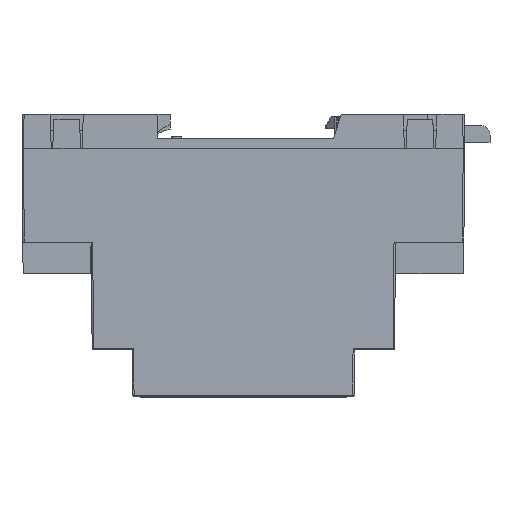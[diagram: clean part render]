
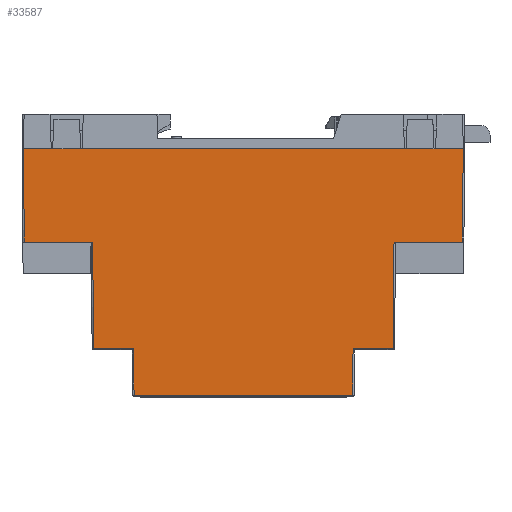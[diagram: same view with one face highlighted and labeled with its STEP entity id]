
A CAD part, front view. The second image highlights one B-rep face of the part: STEP entity #33587.
In plain terms, the highlighted planar face has unit normal (0, -1, -0.009).
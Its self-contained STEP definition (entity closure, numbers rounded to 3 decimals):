
#12583 = DIRECTION ( 'NONE',  ( -1., 0., 0. ) ) ;
#13367 = CARTESIAN_POINT ( 'NONE',  ( -34241.086, -26317.34, 18.76 ) ) ;
#13487 = CARTESIAN_POINT ( 'NONE',  ( -34249.327, -26317.258, 9.26 ) ) ;
#13522 = CARTESIAN_POINT ( 'NONE',  ( -34293.867, -26317.258, 9.26 ) ) ;
#13655 = CARTESIAN_POINT ( 'NONE',  ( -34302.108, -26317.34, 18.76 ) ) ;
#13826 = CARTESIAN_POINT ( 'NONE',  ( -34304.747, -26317.696, 59.463 ) ) ;
#13849 = CARTESIAN_POINT ( 'NONE',  ( -34232.747, -26317.696, 59.463 ) ) ;
#13860 = CARTESIAN_POINT ( 'NONE',  ( -34310.447, -26317.696, 59.463 ) ) ;
#13951 = CARTESIAN_POINT ( 'NONE',  ( -34238.447, -26317.696, 59.463 ) ) ;
#14113 = CARTESIAN_POINT ( 'NONE',  ( -34376.497, -26317.53, 40.463 ) ) ;
#14114 = LINE ( 'NONE', #14113, #14141 ) ;
#14140 = DIRECTION ( 'NONE',  ( -1., 0., 0. ) ) ;
#14141 = VECTOR ( 'NONE', #14140, 1000. ) ;
#14148 = CARTESIAN_POINT ( 'NONE',  ( -34240.897, -26317.53, 40.463 ) ) ;
#14166 = CARTESIAN_POINT ( 'NONE',  ( -34249.244, -26317.34, 18.76 ) ) ;
#14169 = CARTESIAN_POINT ( 'NONE',  ( -34226.963, -26317.53, 40.463 ) ) ;
#14217 = LINE ( 'NONE', #14263, #14262 ) ;
#14221 = DIRECTION ( 'NONE',  ( -0.009, 0.009, -1. ) ) ;
#14226 = VECTOR ( 'NONE', #14221, 1000. ) ;
#14227 = CARTESIAN_POINT ( 'NONE',  ( -34240.897, -26317.53, 40.463 ) ) ;
#14230 = LINE ( 'NONE', #14227, #14226 ) ;
#14242 = CARTESIAN_POINT ( 'NONE',  ( -34316.397, -26317.696, 59.463 ) ) ;
#14243 = DIRECTION ( 'NONE',  ( -0.009, 0.009, -1. ) ) ;
#14244 = VECTOR ( 'NONE', #14243, 1000. ) ;
#14247 = DIRECTION ( 'NONE',  ( -0.009, -0.009, 1. ) ) ;
#14248 = VECTOR ( 'NONE', #14247, 1000. ) ;
#14250 = DIRECTION ( 'NONE',  ( -1., 0., 0. ) ) ;
#14251 = VECTOR ( 'NONE', #14250, 1000. ) ;
#14252 = CARTESIAN_POINT ( 'NONE',  ( -34376.497, -26317.34, 18.76 ) ) ;
#14253 = LINE ( 'NONE', #14252, #14251 ) ;
#14258 = CARTESIAN_POINT ( 'NONE',  ( -34249.244, -26317.34, 18.76 ) ) ;
#14259 = LINE ( 'NONE', #14258, #14244 ) ;
#14260 = CARTESIAN_POINT ( 'NONE',  ( -34293.95, -26317.34, 18.76 ) ) ;
#14261 = DIRECTION ( 'NONE',  ( -1., 0., 0. ) ) ;
#14262 = VECTOR ( 'NONE', #14261, 1000. ) ;
#14263 = CARTESIAN_POINT ( 'NONE',  ( -34376.497, -26317.258, 9.26 ) ) ;
#14269 = LINE ( 'NONE', #14316, #14315 ) ;
#14279 = CARTESIAN_POINT ( 'NONE',  ( -34293.867, -26317.258, 9.26 ) ) ;
#14281 = LINE ( 'NONE', #14279, #14248 ) ;
#14283 = VECTOR ( 'NONE', #12583, 1000. ) ;
#14284 = CARTESIAN_POINT ( 'NONE',  ( -34376.497, -26317.53, 40.463 ) ) ;
#14291 = LINE ( 'NONE', #14284, #14283 ) ;
#14314 = DIRECTION ( 'NONE',  ( -1., 0., 0. ) ) ;
#14315 = VECTOR ( 'NONE', #14314, 1000. ) ;
#14316 = CARTESIAN_POINT ( 'NONE',  ( -34376.497, -26317.34, 18.76 ) ) ;
#14317 = CARTESIAN_POINT ( 'NONE',  ( -34302.297, -26317.53, 40.463 ) ) ;
#14359 = CARTESIAN_POINT ( 'NONE',  ( -34316.231, -26317.53, 40.463 ) ) ;
#14377 = DIRECTION ( 'NONE',  ( 1., 0., 0. ) ) ;
#14378 = VECTOR ( 'NONE', #14377, 1000. ) ;
#14379 = CARTESIAN_POINT ( 'NONE',  ( -34376.497, -26317.696, 59.463 ) ) ;
#14380 = LINE ( 'NONE', #14379, #14378 ) ;
#14384 = DIRECTION ( 'NONE',  ( 1., 0., 0. ) ) ;
#14385 = VECTOR ( 'NONE', #14384, 1000. ) ;
#14388 = CARTESIAN_POINT ( 'NONE',  ( -34376.497, -26317.696, 59.463 ) ) ;
#14394 = LINE ( 'NONE', #14388, #14385 ) ;
#14399 = DIRECTION ( 'NONE',  ( -0.009, -0.009, 1. ) ) ;
#14400 = VECTOR ( 'NONE', #14399, 1000. ) ;
#14402 = LINE ( 'NONE', #14414, #14400 ) ;
#14414 = CARTESIAN_POINT ( 'NONE',  ( -34316.231, -26317.53, 40.463 ) ) ;
#14431 = CARTESIAN_POINT ( 'NONE',  ( -34376.497, -26317.696, 59.463 ) ) ;
#14432 = LINE ( 'NONE', #14431, #14460 ) ;
#14440 = VECTOR ( 'NONE', #14473, 1000. ) ;
#14460 = VECTOR ( 'NONE', #14500, 1000. ) ;
#14464 = DIRECTION ( 'NONE',  ( 1., 0., 0. ) ) ;
#14465 = VECTOR ( 'NONE', #14464, 1000. ) ;
#14466 = CARTESIAN_POINT ( 'NONE',  ( -34376.497, -26317.696, 59.463 ) ) ;
#14467 = LINE ( 'NONE', #14466, #14465 ) ;
#14470 = CARTESIAN_POINT ( 'NONE',  ( -34302.108, -26317.34, 18.76 ) ) ;
#14471 = LINE ( 'NONE', #14470, #14440 ) ;
#14473 = DIRECTION ( 'NONE',  ( -0.009, -0.009, 1. ) ) ;
#14499 = CARTESIAN_POINT ( 'NONE',  ( -34226.797, -26317.696, 59.463 ) ) ;
#14500 = DIRECTION ( 'NONE',  ( 1., 0., 0. ) ) ;
#14583 = CARTESIAN_POINT ( 'NONE',  ( -34376.497, -26317.696, 59.463 ) ) ;
#14595 = FACE_OUTER_BOUND ( 'NONE', #33624, .T. ) ;
#14604 = AXIS2_PLACEMENT_3D ( 'NONE', #14583, #14634, #14633 ) ;
#14633 = DIRECTION ( 'NONE',  ( 0., -0.009, 1. ) ) ;
#14634 = DIRECTION ( 'NONE',  ( 0., 1., 0.009 ) ) ;
#14644 = PLANE ( 'NONE',  #14604 ) ;
#14652 = VECTOR ( 'NONE', #14707, 1000. ) ;
#14653 = CARTESIAN_POINT ( 'NONE',  ( -34226.797, -26317.696, 59.463 ) ) ;
#14654 = LINE ( 'NONE', #14653, #14652 ) ;
#14664 = DIRECTION ( 'NONE',  ( 1., 0., 0. ) ) ;
#14665 = VECTOR ( 'NONE', #14664, 1000. ) ;
#14670 = CARTESIAN_POINT ( 'NONE',  ( -34376.497, -26317.696, 59.463 ) ) ;
#14671 = LINE ( 'NONE', #14670, #14665 ) ;
#14707 = DIRECTION ( 'NONE',  ( -0.009, 0.009, -1. ) ) ;
#31865 = VERTEX_POINT ( 'NONE', #13367 ) ;
#31931 = VERTEX_POINT ( 'NONE', #13487 ) ;
#31977 = VERTEX_POINT ( 'NONE', #13522 ) ;
#32113 = VERTEX_POINT ( 'NONE', #13655 ) ;
#32372 = VERTEX_POINT ( 'NONE', #13826 ) ;
#32421 = VERTEX_POINT ( 'NONE', #13860 ) ;
#32437 = VERTEX_POINT ( 'NONE', #13849 ) ;
#32665 = VERTEX_POINT ( 'NONE', #13951 ) ;
#32997 = EDGE_CURVE ( 'NONE', #33048, #33001, #14114, .T. ) ;
#33001 = VERTEX_POINT ( 'NONE', #14148 ) ;
#33048 = VERTEX_POINT ( 'NONE', #14169 ) ;
#33071 = VERTEX_POINT ( 'NONE', #14166 ) ;
#33110 = EDGE_CURVE ( 'NONE', #33001, #31865, #14230, .T. ) ;
#33138 = EDGE_CURVE ( 'NONE', #31931, #31977, #14217, .T. ) ;
#33156 = VERTEX_POINT ( 'NONE', #14260 ) ;
#33163 = EDGE_CURVE ( 'NONE', #31865, #33071, #14253, .T. ) ;
#33171 = EDGE_CURVE ( 'NONE', #33071, #31931, #14259, .T. ) ;
#33231 = EDGE_CURVE ( 'NONE', #31977, #33156, #14281, .T. ) ;
#33234 = VERTEX_POINT ( 'NONE', #14242 ) ;
#33238 = EDGE_CURVE ( 'NONE', #33156, #32113, #14269, .T. ) ;
#33247 = VERTEX_POINT ( 'NONE', #14317 ) ;
#33287 = EDGE_CURVE ( 'NONE', #33247, #33336, #14291, .T. ) ;
#33336 = VERTEX_POINT ( 'NONE', #14359 ) ;
#33352 = EDGE_CURVE ( 'NONE', #32421, #32372, #14394, .T. ) ;
#33357 = EDGE_CURVE ( 'NONE', #33234, #32421, #14380, .T. ) ;
#33393 = EDGE_CURVE ( 'NONE', #33336, #33234, #14402, .T. ) ;
#33422 = EDGE_CURVE ( 'NONE', #32113, #33247, #14471, .T. ) ;
#33434 = EDGE_CURVE ( 'NONE', #32665, #32437, #14467, .T. ) ;
#33444 = EDGE_CURVE ( 'NONE', #32372, #32665, #14432, .T. ) ;
#33455 = VERTEX_POINT ( 'NONE', #14499 ) ;
#33530 = ORIENTED_EDGE ( 'NONE', *, *, #33434, .F. ) ;
#33582 = ORIENTED_EDGE ( 'NONE', *, *, #33352, .F. ) ;
#33587 = ADVANCED_FACE ( 'NONE', ( #14595 ), #14644, .F. ) ;
#33589 = ORIENTED_EDGE ( 'NONE', *, *, #33444, .F. ) ;
#33593 = ORIENTED_EDGE ( 'NONE', *, *, #33630, .F. ) ;
#33597 = ORIENTED_EDGE ( 'NONE', *, *, #33393, .F. ) ;
#33599 = ORIENTED_EDGE ( 'NONE', *, *, #33422, .F. ) ;
#33606 = ORIENTED_EDGE ( 'NONE', *, *, #33357, .F. ) ;
#33624 = EDGE_LOOP ( 'NONE', ( #33593, #33530, #33589, #33582, #33606, #33597, #33680, #33599, #33694, #33674, #33703, #33684, #33713, #33696, #33699, #33784 ) ) ;
#33630 = EDGE_CURVE ( 'NONE', #32437, #33455, #14671, .T. ) ;
#33648 = EDGE_CURVE ( 'NONE', #33455, #33048, #14654, .T. ) ;
#33674 = ORIENTED_EDGE ( 'NONE', *, *, #33231, .F. ) ;
#33680 = ORIENTED_EDGE ( 'NONE', *, *, #33287, .F. ) ;
#33684 = ORIENTED_EDGE ( 'NONE', *, *, #33171, .F. ) ;
#33694 = ORIENTED_EDGE ( 'NONE', *, *, #33238, .F. ) ;
#33696 = ORIENTED_EDGE ( 'NONE', *, *, #33110, .F. ) ;
#33699 = ORIENTED_EDGE ( 'NONE', *, *, #32997, .F. ) ;
#33703 = ORIENTED_EDGE ( 'NONE', *, *, #33138, .F. ) ;
#33713 = ORIENTED_EDGE ( 'NONE', *, *, #33163, .F. ) ;
#33784 = ORIENTED_EDGE ( 'NONE', *, *, #33648, .F. ) ;
